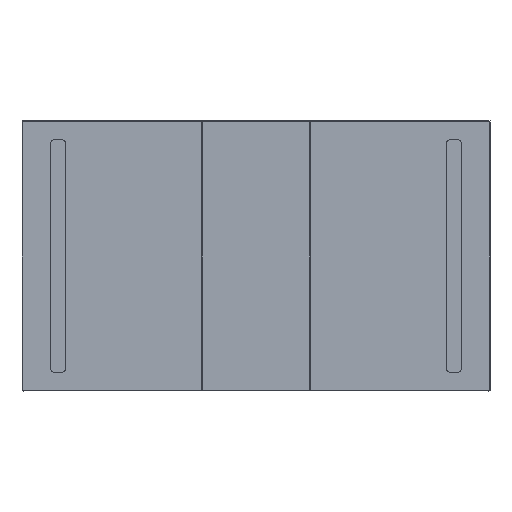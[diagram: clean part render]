
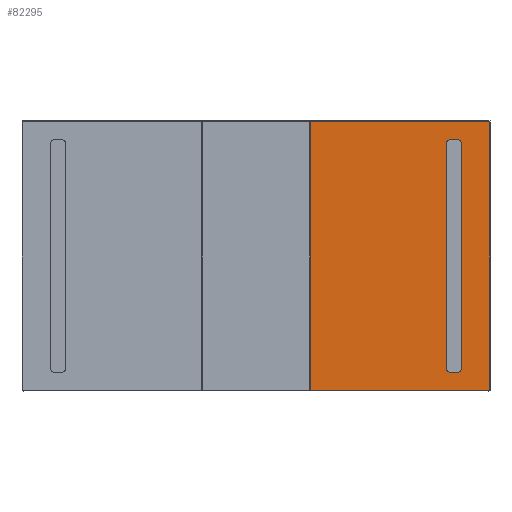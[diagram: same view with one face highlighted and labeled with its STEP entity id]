
A CAD part, front view. The second image highlights one B-rep face of the part: STEP entity #82295.
In plain terms, the highlighted planar face has unit normal (0, -1, 0).
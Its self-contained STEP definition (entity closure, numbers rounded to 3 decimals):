
#1860=FACE_BOUND('',#14173,.T.);
#5051=PLANE('',#90029);
#9470=FACE_OUTER_BOUND('',#14172,.T.);
#14172=EDGE_LOOP('',(#75974,#75975,#75976,#75977,#75978,#75979,#75980,#75981));
#14173=EDGE_LOOP('',(#75982,#75983,#75984,#75985,#75986,#75987,#75988,#75989));
#21864=LINE('',#143627,#29637);
#21869=LINE('',#143637,#29642);
#21873=LINE('',#143644,#29646);
#21875=LINE('',#143649,#29648);
#21885=LINE('',#143677,#29658);
#21887=LINE('',#143681,#29660);
#21888=LINE('',#143683,#29661);
#21889=LINE('',#143684,#29662);
#21890=LINE('',#143689,#29663);
#21891=LINE('',#143693,#29664);
#21892=LINE('',#143697,#29665);
#21893=LINE('',#143700,#29666);
#29637=VECTOR('',#112834,496.6);
#29642=VECTOR('',#112841,0.99);
#29646=VECTOR('',#112847,745.6);
#29648=VECTOR('',#112851,0.99);
#29658=VECTOR('',#112873,496.6);
#29660=VECTOR('',#112877,0.99);
#29661=VECTOR('',#112878,745.6);
#29662=VECTOR('',#112879,0.99);
#29663=VECTOR('',#112882,20.);
#29664=VECTOR('',#112885,627.);
#29665=VECTOR('',#112888,20.);
#29666=VECTOR('',#112891,627.);
#32613=CIRCLE('',#90030,10.);
#32614=CIRCLE('',#90031,10.);
#32615=CIRCLE('',#90032,10.);
#32616=CIRCLE('',#90033,10.);
#40329=VERTEX_POINT('',#143625);
#40330=VERTEX_POINT('',#143626);
#40334=VERTEX_POINT('',#143636);
#40335=VERTEX_POINT('',#143640);
#40338=VERTEX_POINT('',#143648);
#40350=VERTEX_POINT('',#143676);
#40351=VERTEX_POINT('',#143680);
#40352=VERTEX_POINT('',#143682);
#40353=VERTEX_POINT('',#143685);
#40354=VERTEX_POINT('',#143686);
#40355=VERTEX_POINT('',#143688);
#40356=VERTEX_POINT('',#143690);
#40357=VERTEX_POINT('',#143692);
#40358=VERTEX_POINT('',#143694);
#40359=VERTEX_POINT('',#143696);
#40360=VERTEX_POINT('',#143698);
#52229=EDGE_CURVE('',#40329,#40330,#21864,.T.);
#52234=EDGE_CURVE('',#40334,#40330,#21869,.T.);
#52238=EDGE_CURVE('',#40334,#40335,#21873,.T.);
#52240=EDGE_CURVE('',#40338,#40335,#21875,.T.);
#52254=EDGE_CURVE('',#40338,#40350,#21885,.T.);
#52256=EDGE_CURVE('',#40329,#40351,#21887,.T.);
#52257=EDGE_CURVE('',#40352,#40351,#21888,.T.);
#52258=EDGE_CURVE('',#40352,#40350,#21889,.T.);
#52259=EDGE_CURVE('',#40353,#40354,#32613,.T.);
#52260=EDGE_CURVE('',#40354,#40355,#21890,.T.);
#52261=EDGE_CURVE('',#40355,#40356,#32614,.T.);
#52262=EDGE_CURVE('',#40356,#40357,#21891,.T.);
#52263=EDGE_CURVE('',#40357,#40358,#32615,.T.);
#52264=EDGE_CURVE('',#40358,#40359,#21892,.T.);
#52265=EDGE_CURVE('',#40359,#40360,#32616,.T.);
#52266=EDGE_CURVE('',#40360,#40353,#21893,.T.);
#75974=ORIENTED_EDGE('',*,*,#52254,.F.);
#75975=ORIENTED_EDGE('',*,*,#52240,.T.);
#75976=ORIENTED_EDGE('',*,*,#52238,.F.);
#75977=ORIENTED_EDGE('',*,*,#52234,.T.);
#75978=ORIENTED_EDGE('',*,*,#52229,.F.);
#75979=ORIENTED_EDGE('',*,*,#52256,.T.);
#75980=ORIENTED_EDGE('',*,*,#52257,.F.);
#75981=ORIENTED_EDGE('',*,*,#52258,.T.);
#75982=ORIENTED_EDGE('',*,*,#52259,.T.);
#75983=ORIENTED_EDGE('',*,*,#52260,.T.);
#75984=ORIENTED_EDGE('',*,*,#52261,.T.);
#75985=ORIENTED_EDGE('',*,*,#52262,.T.);
#75986=ORIENTED_EDGE('',*,*,#52263,.T.);
#75987=ORIENTED_EDGE('',*,*,#52264,.T.);
#75988=ORIENTED_EDGE('',*,*,#52265,.T.);
#75989=ORIENTED_EDGE('',*,*,#52266,.T.);
#82295=ADVANCED_FACE('',(#9470,#1860),#5051,.T.);
#90029=AXIS2_PLACEMENT_3D('',#143679,#112875,#112876);
#90030=AXIS2_PLACEMENT_3D('',#143687,#112880,#112881);
#90031=AXIS2_PLACEMENT_3D('',#143691,#112883,#112884);
#90032=AXIS2_PLACEMENT_3D('',#143695,#112886,#112887);
#90033=AXIS2_PLACEMENT_3D('',#143699,#112889,#112890);
#112834=DIRECTION('',(-1.,0.,0.));
#112841=DIRECTION('',(0.707,0.,-0.707));
#112847=DIRECTION('',(0.,0.,1.));
#112851=DIRECTION('',(-0.707,0.,-0.707));
#112873=DIRECTION('',(1.,0.,0.));
#112875=DIRECTION('center_axis',(0.,-1.,0.));
#112876=DIRECTION('ref_axis',(1.,0.,0.));
#112877=DIRECTION('',(0.707,0.,0.707));
#112878=DIRECTION('',(0.,0.,-1.));
#112879=DIRECTION('',(-0.707,0.,0.707));
#112880=DIRECTION('center_axis',(0.,1.,0.));
#112881=DIRECTION('ref_axis',(0.707,0.,-0.707));
#112882=DIRECTION('',(-1.,0.,0.));
#112883=DIRECTION('center_axis',(0.,1.,0.));
#112884=DIRECTION('ref_axis',(-0.707,0.,-0.707));
#112885=DIRECTION('',(0.,0.,1.));
#112886=DIRECTION('center_axis',(0.,1.,0.));
#112887=DIRECTION('ref_axis',(-0.707,0.,0.707));
#112888=DIRECTION('',(1.,0.,0.));
#112889=DIRECTION('center_axis',(0.,1.,0.));
#112890=DIRECTION('ref_axis',(0.707,0.,0.707));
#112891=DIRECTION('',(0.,0.,-1.));
#143625=CARTESIAN_POINT('',(1298.8,-172.8,1.));
#143626=CARTESIAN_POINT('',(802.2,-172.8,1.));
#143627=CARTESIAN_POINT('',(1052.5,-172.8,1.));
#143636=CARTESIAN_POINT('',(801.5,-172.8,1.7));
#143637=CARTESIAN_POINT('',(739.85,-172.8,63.35));
#143640=CARTESIAN_POINT('',(801.5,-172.8,747.3));
#143644=CARTESIAN_POINT('',(801.5,-172.8,1.));
#143648=CARTESIAN_POINT('',(802.2,-172.8,748.));
#143649=CARTESIAN_POINT('',(739.85,-172.8,685.65));
#143676=CARTESIAN_POINT('',(1298.8,-172.8,748.));
#143677=CARTESIAN_POINT('',(1001.5,-172.8,748.));
#143679=CARTESIAN_POINT('Origin',(927.,-172.8,374.5));
#143680=CARTESIAN_POINT('',(1299.5,-172.8,1.7));
#143681=CARTESIAN_POINT('',(1361.15,-172.8,63.35));
#143682=CARTESIAN_POINT('',(1299.5,-172.8,747.3));
#143683=CARTESIAN_POINT('',(1299.5,-172.8,748.));
#143684=CARTESIAN_POINT('',(1361.15,-172.8,685.65));
#143685=CARTESIAN_POINT('',(1219.887,-172.8,60.973));
#143686=CARTESIAN_POINT('',(1209.887,-172.8,50.973));
#143687=CARTESIAN_POINT('Origin',(1209.887,-172.8,60.973));
#143688=CARTESIAN_POINT('',(1189.887,-172.8,50.973));
#143689=CARTESIAN_POINT('',(1058.443,-172.8,50.973));
#143690=CARTESIAN_POINT('',(1179.887,-172.8,60.973));
#143691=CARTESIAN_POINT('Origin',(1189.887,-172.8,60.973));
#143692=CARTESIAN_POINT('',(1179.887,-172.8,687.973));
#143693=CARTESIAN_POINT('',(1179.887,-172.8,531.237));
#143694=CARTESIAN_POINT('',(1189.887,-172.8,697.973));
#143695=CARTESIAN_POINT('Origin',(1189.887,-172.8,687.973));
#143696=CARTESIAN_POINT('',(1209.887,-172.8,697.973));
#143697=CARTESIAN_POINT('',(1068.443,-172.8,697.973));
#143698=CARTESIAN_POINT('',(1219.887,-172.8,687.973));
#143699=CARTESIAN_POINT('Origin',(1209.887,-172.8,687.973));
#143700=CARTESIAN_POINT('',(1219.887,-172.8,217.737));
